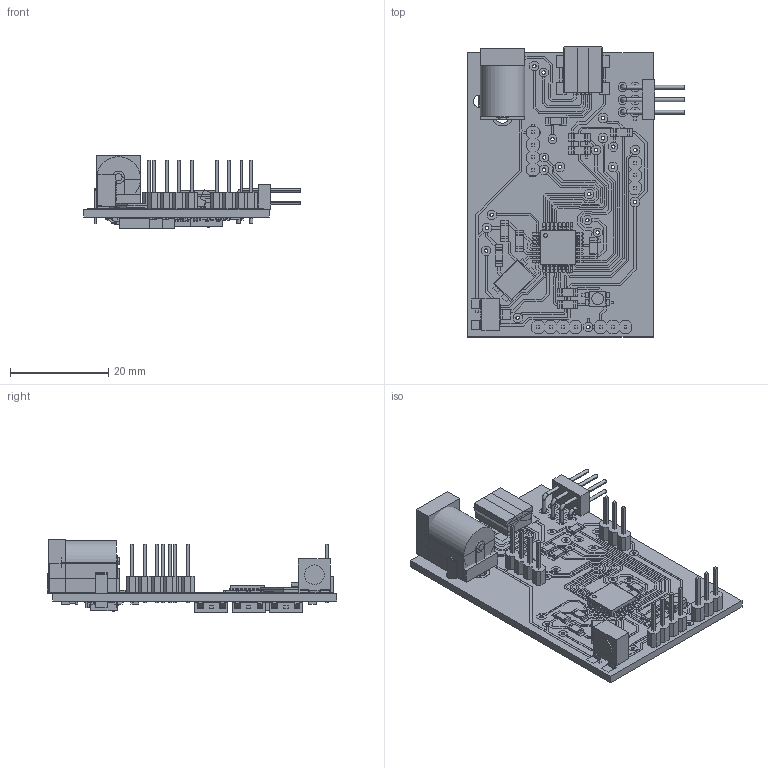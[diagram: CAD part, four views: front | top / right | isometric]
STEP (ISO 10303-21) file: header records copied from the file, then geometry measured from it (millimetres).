
FILE_DESCRIPTION (( 'STEP AP214' ), '1' );
FILE_NAME ('Door', '', ( '' ), ( '' ), 'STEP 3.0', 'TARGET 3001!', '' );
FILE_SCHEMA (( 'AUTOMOTIVE_DESIGN' ));
Length unit declared in the file: millimetre
Products named in the file (37): Door_Board; Door_PadsAndTracks; Door_IC1; Door_T1; Door_T2; Door_T3; Door_IC2; Door_K1; Door_K2; Door_R1; Door_K3; Door_K4; Door_D1; Door_R2; Door_R3; Door_C1; Door_C2; Door_C3; Door_K5; Door_C4; Door_R4; Door_C5; Door_K6; Door_IC3; Door_K8; Door_C6; Door_R5; Door_R6; Door_R7; Door_C7; Door_C8; Door_C9; Door_C10; Door_Q1; Door_C11; Door_C12; Door_R8
Bounding box: 44.18 x 59.1 x 15 mm (x, y, z)
Volume: 7794.4 mm3; surface area: 14173.8 mm2
Topology: 868 solids, 868 shells, 7365 faces, 16887 edges, 11258 vertices
Faces by surface type: plane 6759, cylinder 600, torus 6
Entity records: 169178 total; most frequent: ORIENTED_EDGE 33762, DIRECTION 22698, EDGE_CURVE 16881, LINE 15669, VECTOR 15369, CARTESIAN_POINT 11876, VERTEX_POINT 11258, EDGE_LOOP 7635
